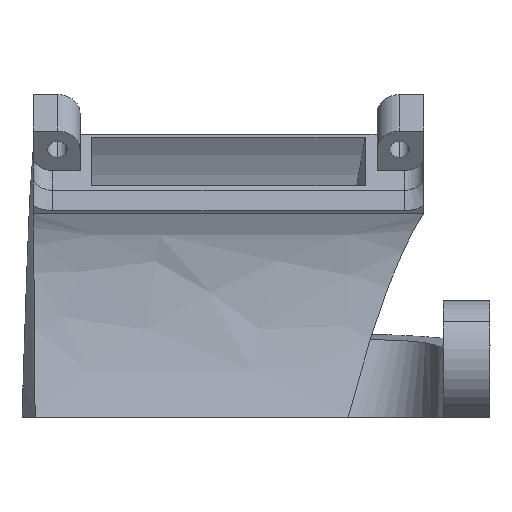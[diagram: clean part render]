
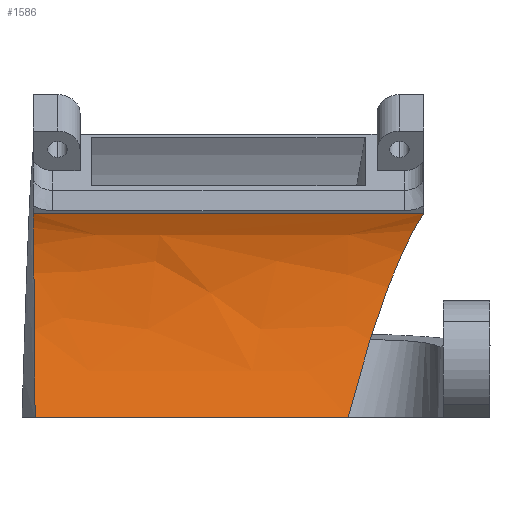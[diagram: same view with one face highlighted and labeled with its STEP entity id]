
A CAD part, front view. The second image highlights one B-rep face of the part: STEP entity #1586.
In plain terms, the highlighted free-form (B-spline) face has degree [3, 3] with [4, 4] control points.
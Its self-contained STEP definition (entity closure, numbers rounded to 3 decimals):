
#19 = CARTESIAN_POINT ( 'NONE',  ( 55.228, 64.801, 95.816 ) ) ;
#23 = EDGE_CURVE ( 'NONE', #168, #398, #744, .T. ) ;
#40 = CARTESIAN_POINT ( 'NONE',  ( 39.013, 65.973, 116.692 ) ) ;
#62 = CARTESIAN_POINT ( 'NONE',  ( 39.013, 65.973, 116.692 ) ) ;
#122 = CARTESIAN_POINT ( 'NONE',  ( 65.679, 65.973, 116.692 ) ) ;
#149 = CARTESIAN_POINT ( 'NONE',  ( 77.187, 67.481, 113.976 ) ) ;
#158 = ORIENTED_EDGE ( 'NONE', *, *, #1137, .F. ) ;
#168 = VERTEX_POINT ( 'NONE', #1534 ) ;
#206 = ORIENTED_EDGE ( 'NONE', *, *, #23, .F. ) ;
#214 = VERTEX_POINT ( 'NONE', #742 ) ;
#350 = VECTOR ( 'NONE', #697, 1000. ) ;
#359 = VERTEX_POINT ( 'NONE', #1225 ) ;
#373 = FACE_OUTER_BOUND ( 'NONE', #1560, .T. ) ;
#388 = CARTESIAN_POINT ( 'NONE',  ( 63.993, 68.089, 112.847 ) ) ;
#395 = CARTESIAN_POINT ( 'NONE',  ( 52.346, 65.973, 116.692 ) ) ;
#398 = VERTEX_POINT ( 'NONE', #40 ) ;
#433 = CARTESIAN_POINT ( 'NONE',  ( 39.143, 67.699, 105.824 ) ) ;
#483 = CARTESIAN_POINT ( 'NONE',  ( 79.013, 65.973, 116.692 ) ) ;
#539 = LINE ( 'NONE', #1043, #799 ) ;
#562 = CARTESIAN_POINT ( 'NONE',  ( 71.249, 64.801, 95.816 ) ) ;
#593 = CARTESIAN_POINT ( 'NONE',  ( 72.749, 66.259, 101.366 ) ) ;
#617 = EDGE_CURVE ( 'NONE', #1598, #214, #1279, .T. ) ;
#621 = CARTESIAN_POINT ( 'NONE',  ( 73.862, 67.698, 105.921 ) ) ;
#640 = CARTESIAN_POINT ( 'NONE',  ( 50.716, 67.699, 105.856 ) ) ;
#645 = CARTESIAN_POINT ( 'NONE',  ( 39.207, 64.801, 95.816 ) ) ;
#697 = DIRECTION ( 'NONE',  ( -1., 0., 0. ) ) ;
#742 = CARTESIAN_POINT ( 'NONE',  ( 73.497, 66.678, 103.751 ) ) ;
#744 = B_SPLINE_CURVE_WITH_KNOTS ( 'NONE', 3,
 ( #1045, #433, #1484, #62 ),
 .UNSPECIFIED., .F., .F.,
 ( 4, 4 ),
 ( 0., 1. ),
 .UNSPECIFIED. ) ;
#781 = CARTESIAN_POINT ( 'NONE',  ( 49.888, 64.801, 95.816 ) ) ;
#797 = ORIENTED_EDGE ( 'NONE', *, *, #1369, .F. ) ;
#799 = VECTOR ( 'NONE', #1588, 1000. ) ;
#931 = ORIENTED_EDGE ( 'NONE', *, *, #617, .T. ) ;
#1027 = CARTESIAN_POINT ( 'NONE',  ( 51.535, 68.09, 112.815 ) ) ;
#1043 = CARTESIAN_POINT ( 'NONE',  ( 0., 65.973, 116.692 ) ) ;
#1045 = CARTESIAN_POINT ( 'NONE',  ( 39.207, 64.801, 95.816 ) ) ;
#1047 = CARTESIAN_POINT ( 'NONE',  ( 71.249, 64.801, 95.816 ) ) ;
#1137 = EDGE_CURVE ( 'NONE', #1598, #168, #1362, .T. ) ;
#1154 = CARTESIAN_POINT ( 'NONE',  ( 39.078, 68.09, 112.783 ) ) ;
#1164 = CARTESIAN_POINT ( 'NONE',  ( 71.249, 64.801, 95.816 ) ) ;
#1171 = CARTESIAN_POINT ( 'NONE',  ( 39.143, 67.699, 105.824 ) ) ;
#1181 = ORIENTED_EDGE ( 'NONE', *, *, #1414, .T. ) ;
#1225 = CARTESIAN_POINT ( 'NONE',  ( 79.013, 65.973, 116.692 ) ) ;
#1250 = CARTESIAN_POINT ( 'NONE',  ( 72., 65.634, 98.721 ) ) ;
#1279 = B_SPLINE_CURVE_WITH_KNOTS ( 'NONE', 3,
 ( #562, #1250, #593, #1376 ),
 .UNSPECIFIED., .F., .F.,
 ( 4, 4 ),
 ( 0., 1. ),
 .UNSPECIFIED. ) ;
#1282 = CARTESIAN_POINT ( 'NONE',  ( 76.45, 68.089, 112.88 ) ) ;
#1301 = CARTESIAN_POINT ( 'NONE',  ( 60.568, 64.801, 95.816 ) ) ;
#1346 = CARTESIAN_POINT ( 'NONE',  ( 75.348, 67.716, 109.662 ) ) ;
#1362 = LINE ( 'NONE', #19, #350 ) ;
#1369 = EDGE_CURVE ( 'NONE', #398, #359, #539, .T. ) ;
#1376 = CARTESIAN_POINT ( 'NONE',  ( 73.497, 66.678, 103.751 ) ) ;
#1414 = EDGE_CURVE ( 'NONE', #214, #359, #1605, .T. ) ;
#1443 = CARTESIAN_POINT ( 'NONE',  ( 39.013, 65.973, 116.692 ) ) ;
#1467 = CARTESIAN_POINT ( 'NONE',  ( 73.497, 66.678, 103.751 ) ) ;
#1484 = CARTESIAN_POINT ( 'NONE',  ( 39.078, 68.09, 112.783 ) ) ;
#1520 = B_SPLINE_SURFACE_WITH_KNOTS ( 'NONE', 3, 3, ( 
 ( #645, #781, #1301, #1047 ),
 ( #1171, #640, #1711, #621 ),
 ( #1154, #1027, #388, #1282 ),
 ( #1443, #395, #122, #1574 ) ),
 .UNSPECIFIED., .F., .F., .F.,
 ( 4, 4 ),
 ( 4, 4 ),
 ( 0., 1. ),
 ( 0., 1. ),
 .UNSPECIFIED. ) ;
#1534 = CARTESIAN_POINT ( 'NONE',  ( 39.207, 64.801, 95.816 ) ) ;
#1560 = EDGE_LOOP ( 'NONE', ( #206, #158, #931, #1181, #797 ) ) ;
#1574 = CARTESIAN_POINT ( 'NONE',  ( 79.013, 65.973, 116.692 ) ) ;
#1586 = ADVANCED_FACE ( 'NONE', ( #373 ), #1520, .F. ) ;
#1588 = DIRECTION ( 'NONE',  ( 1., 0., 0. ) ) ;
#1598 = VERTEX_POINT ( 'NONE', #1164 ) ;
#1605 = B_SPLINE_CURVE_WITH_KNOTS ( 'NONE', 3,
 ( #1467, #1346, #149, #483 ),
 .UNSPECIFIED., .F., .F.,
 ( 4, 4 ),
 ( 0.288, 1. ),
 .UNSPECIFIED. ) ;
#1711 = CARTESIAN_POINT ( 'NONE',  ( 62.289, 67.698, 105.889 ) ) ;
